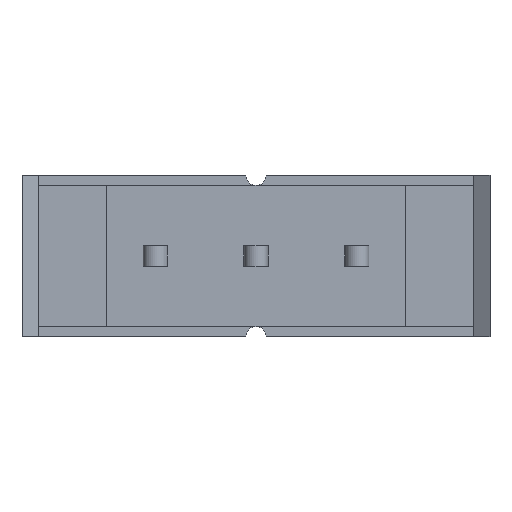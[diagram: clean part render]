
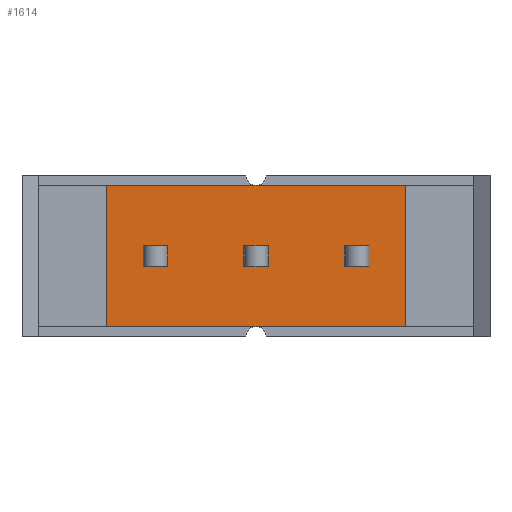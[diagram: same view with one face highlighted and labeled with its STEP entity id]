
A CAD part, front view. The second image highlights one B-rep face of the part: STEP entity #1614.
In plain terms, the highlighted planar face has unit normal (0, -1, 0).
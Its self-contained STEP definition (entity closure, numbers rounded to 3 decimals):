
#27 = VECTOR ( 'NONE', #137, 1000. ) ;
#39 = DIRECTION ( 'NONE',  ( 1., 0., 0. ) ) ;
#137 = DIRECTION ( 'NONE',  ( 0., 0., -1. ) ) ;
#197 = DIRECTION ( 'NONE',  ( 0., 0., 1. ) ) ;
#373 = ORIENTED_EDGE ( 'NONE', *, *, #1496, .T. ) ;
#388 = VECTOR ( 'NONE', #740, 1000. ) ;
#433 = LINE ( 'NONE', #1456, #388 ) ;
#483 = CARTESIAN_POINT ( 'NONE',  ( 3.7, -2.3, 1.75 ) ) ;
#501 = VECTOR ( 'NONE', #39, 1000. ) ;
#504 = ORIENTED_EDGE ( 'NONE', *, *, #1045, .F. ) ;
#527 = ORIENTED_EDGE ( 'NONE', *, *, #648, .T. ) ;
#648 = EDGE_CURVE ( 'NONE', #1112, #1426, #433, .T. ) ;
#712 = CARTESIAN_POINT ( 'NONE',  ( 3.7, -2.3, -1.75 ) ) ;
#715 = EDGE_CURVE ( 'NONE', #1451, #915, #718, .T. ) ;
#718 = LINE ( 'NONE', #1017, #27 ) ;
#740 = DIRECTION ( 'NONE',  ( 0., 0., -1. ) ) ;
#811 = ORIENTED_EDGE ( 'NONE', *, *, #715, .F. ) ;
#839 = LINE ( 'NONE', #1472, #501 ) ;
#915 = VERTEX_POINT ( 'NONE', #712 ) ;
#923 = PLANE ( 'NONE',  #1245 ) ;
#927 = DIRECTION ( 'NONE',  ( 0., 1., 0. ) ) ;
#952 = CARTESIAN_POINT ( 'NONE',  ( -3.7, -2.3, -1.75 ) ) ;
#1011 = LINE ( 'NONE', #1167, #1364 ) ;
#1017 = CARTESIAN_POINT ( 'NONE',  ( 3.7, -2.3, 1.75 ) ) ;
#1045 = EDGE_CURVE ( 'NONE', #1112, #1451, #839, .T. ) ;
#1070 = CARTESIAN_POINT ( 'NONE',  ( 3.7, -2.3, 1.75 ) ) ;
#1100 = EDGE_LOOP ( 'NONE', ( #373, #811, #504, #527 ) ) ;
#1112 = VERTEX_POINT ( 'NONE', #1774 ) ;
#1167 = CARTESIAN_POINT ( 'NONE',  ( 3.7, -2.3, -1.75 ) ) ;
#1245 = AXIS2_PLACEMENT_3D ( 'NONE', #1070, #927, #197 ) ;
#1364 = VECTOR ( 'NONE', #1473, 1000. ) ;
#1426 = VERTEX_POINT ( 'NONE', #952 ) ;
#1451 = VERTEX_POINT ( 'NONE', #483 ) ;
#1456 = CARTESIAN_POINT ( 'NONE',  ( -3.7, -2.3, 1.75 ) ) ;
#1472 = CARTESIAN_POINT ( 'NONE',  ( 3.7, -2.3, 1.75 ) ) ;
#1473 = DIRECTION ( 'NONE',  ( 1., 0., 0. ) ) ;
#1496 = EDGE_CURVE ( 'NONE', #1426, #915, #1011, .T. ) ;
#1614 = ADVANCED_FACE ( 'NONE', ( #1632 ), #923, .F. ) ;
#1632 = FACE_OUTER_BOUND ( 'NONE', #1100, .T. ) ;
#1774 = CARTESIAN_POINT ( 'NONE',  ( -3.7, -2.3, 1.75 ) ) ;
